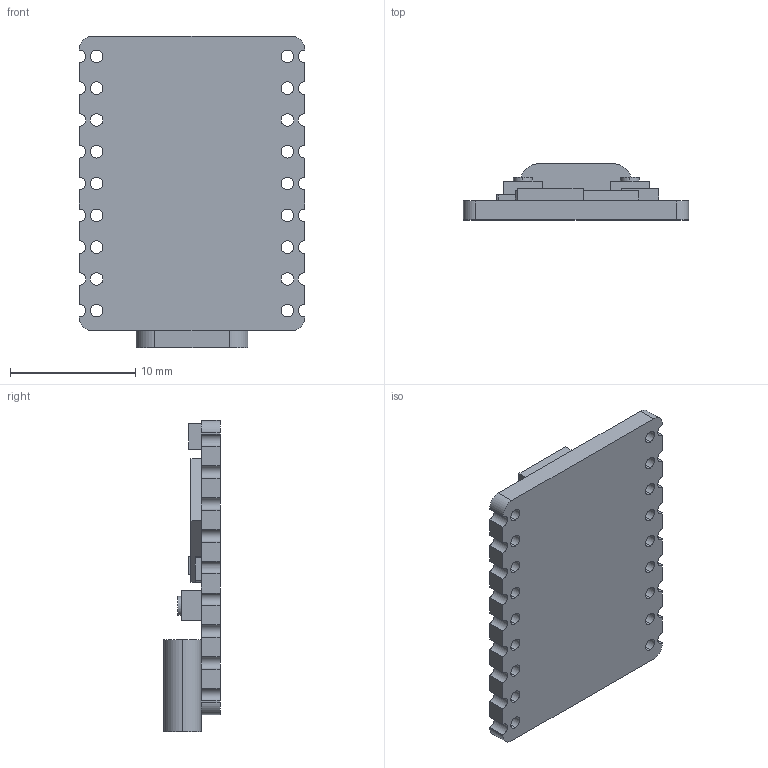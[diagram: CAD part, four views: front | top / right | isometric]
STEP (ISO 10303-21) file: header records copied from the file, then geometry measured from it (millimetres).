
FILE_DESCRIPTION (( 'STEP AP214' ), '1' );
FILE_NAME ('ESP32-S3 Zero.STEP', '2024-07-19T21:54:04', ( '' ), ( '' ), 'SwSTEP 2.0', 'SolidWorks 2021', '' );
FILE_SCHEMA (( 'AUTOMOTIVE_DESIGN' ));
Length unit declared in the file: millimetre
Products named in the file (1): ESP32-S3 Zero
Bounding box: 18 x 4.5 x 24.85 mm (x, y, z)
Volume: 725.6 mm3; surface area: 1632.1 mm2
Topology: 10 solids, 10 shells, 262 faces, 693 edges, 462 vertices
Faces by surface type: plane 121, cylinder 74, bspline 67
Entity records: 14149 total; most frequent: CARTESIAN_POINT 5597, ORIENTED_EDGE 1386, DIRECTION 1099, EDGE_CURVE 693, VERTEX_POINT 462, LINE 411, VECTOR 411, AXIS2_PLACEMENT_3D 344
